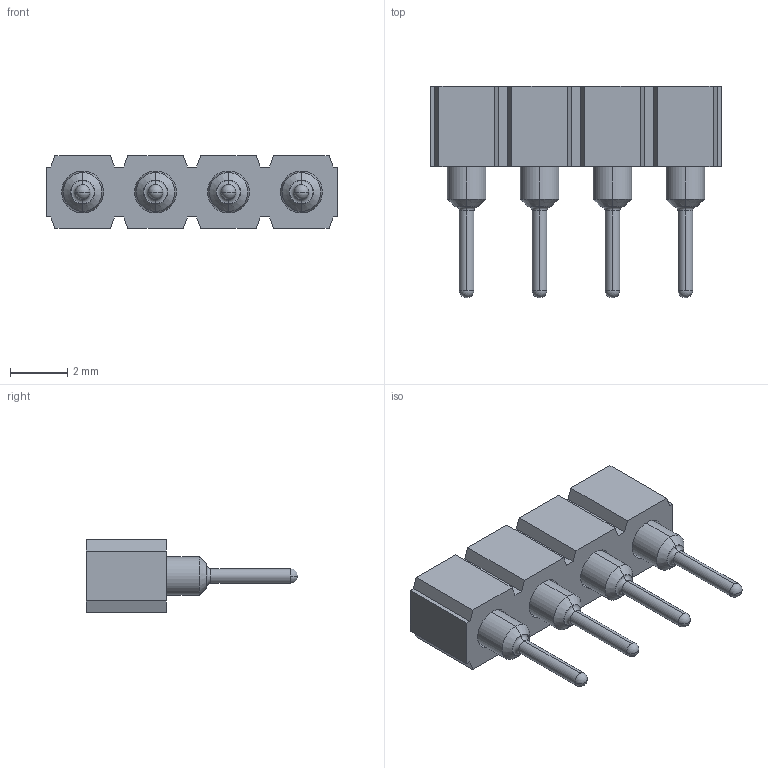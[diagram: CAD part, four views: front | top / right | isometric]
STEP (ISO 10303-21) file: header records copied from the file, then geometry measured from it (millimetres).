
FILE_DESCRIPTION (( 'STEP AP214' ), '1' );
FILE_NAME ('mill-max-310-13-104-41-001000.STEP', '2022-08-23T14:53:54', ( '' ), ( '' ), 'SwSTEP 2.0', 'SolidWorks 2022', '' );
FILE_SCHEMA (( 'AUTOMOTIVE_DESIGN' ));
Length unit declared in the file: inch
Products named in the file (3): mill-max-310-13-104-41-001000; P3XX-11-010-00-000000_P304-11-010-00-000000; 1001_1001-0-00-15-00-00-03-0
Assembly tree (5 placements, depth 2):
  mill-max-310-13-104-41-001000
    P3XX-11-010-00-000000_P304-11-010-00-000000
    1001_1001-0-00-15-00-00-03-0  x4
Bounding box: 10.16 x 7.37 x 2.54 mm (x, y, z)
Volume: 60.1 mm3; surface area: 332.3 mm2
Topology: 5 solids, 5 shells, 162 faces, 380 edges, 232 vertices
Faces by surface type: plane 58, cylinder 56, cone 32, torus 8, sphere 8
Entity records: 2658 total; most frequent: DIRECTION 458, CARTESIAN_POINT 436, ORIENTED_EDGE 416, EDGE_CURVE 208, AXIS2_PLACEMENT_3D 158, VECTOR 142, LINE 142, VERTEX_POINT 136
